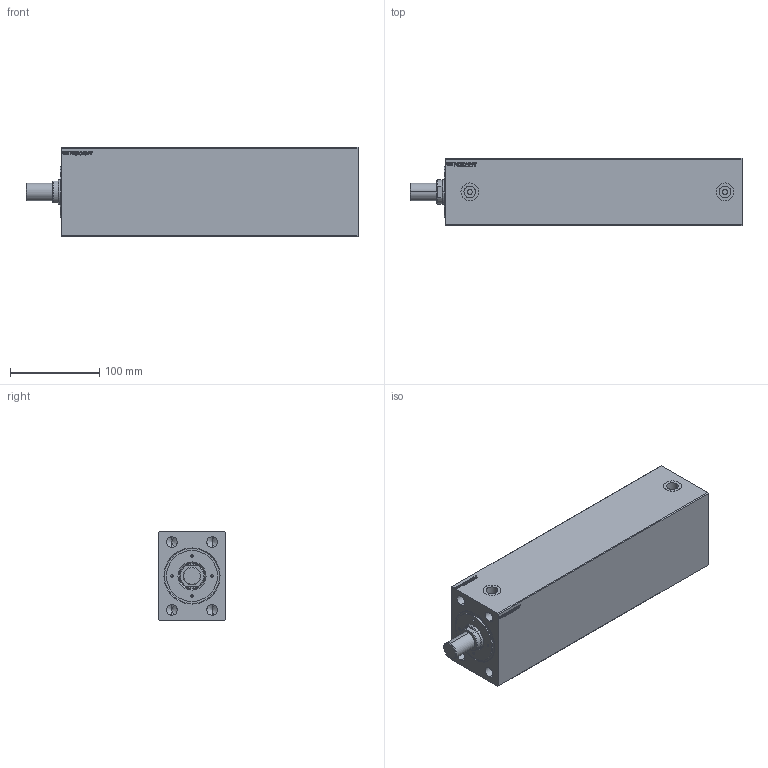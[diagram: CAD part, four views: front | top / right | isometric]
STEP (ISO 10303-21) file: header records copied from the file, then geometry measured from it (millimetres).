
FILE_DESCRIPTION (( 'STEP AP203' ), '1' );
FILE_NAME ('d318.STEP', '2022-04-07T14:38:05', ( '' ), ( '' ), 'SwSTEP 2.0', 'SolidWorks 2019', '' );
FILE_SCHEMA (( 'CONFIG_CONTROL_DESIGN' ));
Length unit declared in the file: millimetre
Products named in the file (5): V500CZ_VNIT豊蚠攘ST be8a107c3f248d041b82e422579bbc5e; V500CZ_SMALL_MALE_METRIC be8a107c3f248d041b82e422579bbc5e; V500CZ be8a107c3f248d041b82e422579bbc5e; V500CZ_B_VC be8a107c3f248d041b82e422579bbc5e; d318
Assembly tree (4 placements, depth 2):
  d318
    V500CZ be8a107c3f248d041b82e422579bbc5e
    V500CZ_VNIT豊蚠攘ST be8a107c3f248d041b82e422579bbc5e
    V500CZ_SMALL_MALE_METRIC be8a107c3f248d041b82e422579bbc5e
    V500CZ_B_VC be8a107c3f248d041b82e422579bbc5e
Bounding box: 372 x 75 x 100 mm (x, y, z)
Volume: 2231972.8 mm3; surface area: 248722.7 mm2
Topology: 4 solids, 4 shells, 879 faces, 2249 edges, 1471 vertices
Faces by surface type: plane 401, bspline 380, cylinder 60, cone 38
Entity records: 44336 total; most frequent: CARTESIAN_POINT 25132, ORIENTED_EDGE 4446, DIRECTION 2601, EDGE_CURVE 2223, VERTEX_POINT 1471, LINE 1325, VECTOR 1325, EDGE_LOOP 1002
